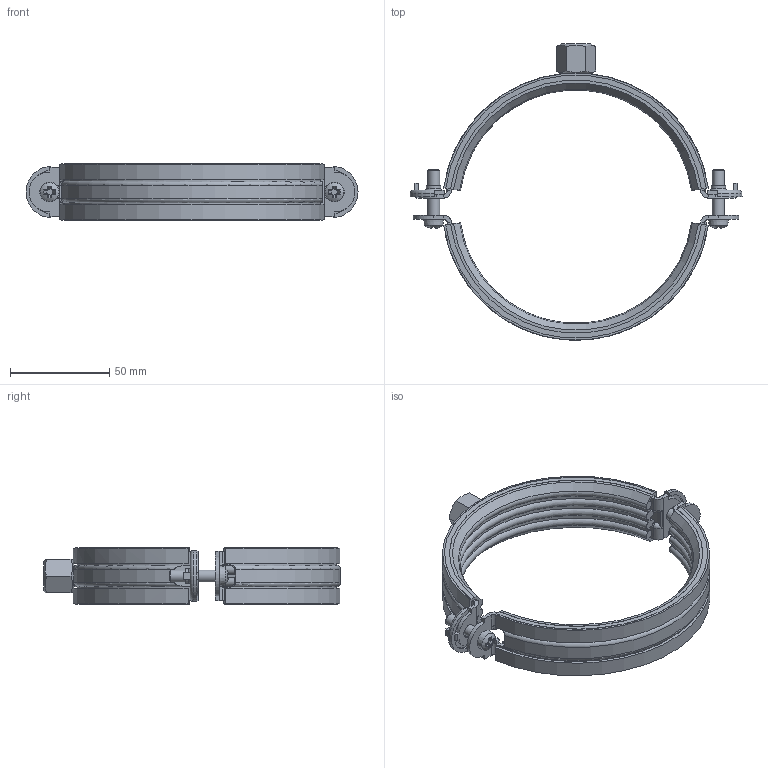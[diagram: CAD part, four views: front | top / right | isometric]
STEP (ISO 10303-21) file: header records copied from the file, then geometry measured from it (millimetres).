
FILE_DESCRIPTION((''),'2;1');
FILE_NAME('119798.stp','2011-08-09T13:27:06',('DMK009'),(''),'Autodesk Inventor 2012','Autodesk Inventor 2012','');
FILE_SCHEMA(('AUTOMOTIVE_DESIGN { 1 0 10303 214 1 1 1 1 }'));
Length unit declared in the file: millimetre
Products named in the file (1): 119798
Bounding box: 167.1 x 149.25 x 28.2 mm (x, y, z)
Volume: 73434.8 mm3; surface area: 65352 mm2
Topology: 1 solids, 1 shells, 367 faces, 1036 edges, 669 vertices
Faces by surface type: plane 179, cylinder 94, cone 47, torus 40, bspline 4, sphere 3
Full cylindrical faces by diameter (mm): 5.5 x2, 6 x4, 6.647 x1, 7 x3, 7.3 x2, 8.376 x1
Entity records: 12546 total; most frequent: CARTESIAN_POINT 2893, DIRECTION 2015, ORIENTED_EDGE 2012, EDGE_CURVE 1006, AXIS2_PLACEMENT_3D 768, VERTEX_POINT 659, VECTOR 479, LINE 479
